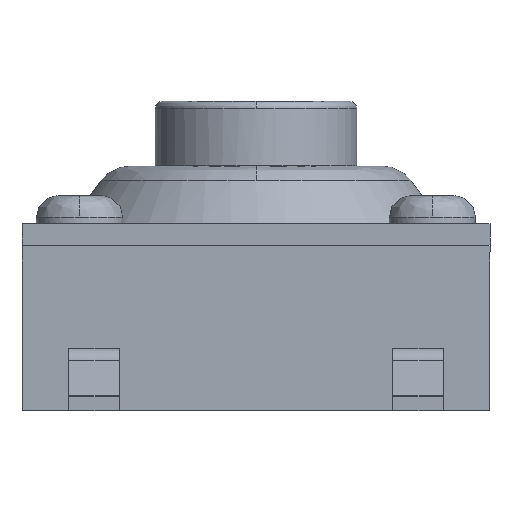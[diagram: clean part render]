
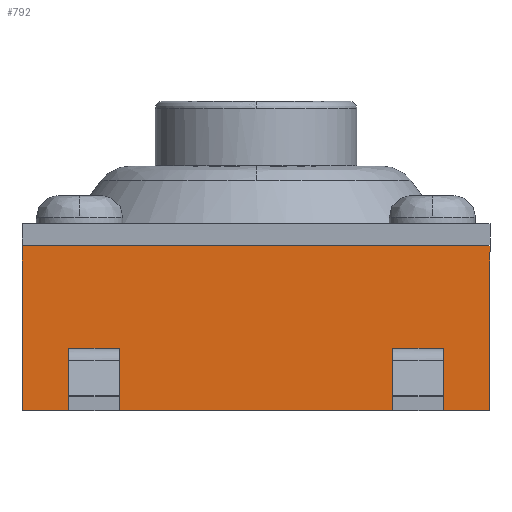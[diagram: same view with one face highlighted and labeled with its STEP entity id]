
A CAD part, left-side view. The second image highlights one B-rep face of the part: STEP entity #792.
In plain terms, the highlighted planar face has unit normal (-1, 0, 0).
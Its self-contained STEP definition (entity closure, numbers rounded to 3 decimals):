
#16=FACE_BOUND('',#1006,.T.);
#17=FACE_BOUND('',#1007,.T.);
#245=B_SPLINE_CURVE_WITH_KNOTS('',1,(#4636,#4637),.UNSPECIFIED.,.F.,.F.,
(2,2),(-2.29,0.),.UNSPECIFIED.);
#246=B_SPLINE_CURVE_WITH_KNOTS('',1,(#4638,#4639),.UNSPECIFIED.,.F.,.F.,
(2,2),(-6.5,0.),.UNSPECIFIED.);
#247=B_SPLINE_CURVE_WITH_KNOTS('',1,(#4640,#4641),.UNSPECIFIED.,.F.,.F.,
(2,2),(-2.29,0.),.UNSPECIFIED.);
#248=B_SPLINE_CURVE_WITH_KNOTS('',1,(#4642,#4643),.UNSPECIFIED.,.F.,.F.,
(2,2),(-0.2,0.),.UNSPECIFIED.);
#249=B_SPLINE_CURVE_WITH_KNOTS('',1,(#4644,#4645),.UNSPECIFIED.,.F.,.F.,
(2,2),(-0.7,0.),.UNSPECIFIED.);
#250=B_SPLINE_CURVE_WITH_KNOTS('',1,(#4646,#4647),.UNSPECIFIED.,.F.,.F.,
(2,2),(-0.2,0.),.UNSPECIFIED.);
#251=B_SPLINE_CURVE_WITH_KNOTS('',1,(#4648,#4649),.UNSPECIFIED.,.F.,.F.,
(2,2),(-0.7,0.),.UNSPECIFIED.);
#252=B_SPLINE_CURVE_WITH_KNOTS('',1,(#4650,#4651),.UNSPECIFIED.,.F.,.F.,
(2,2),(-0.2,0.),.UNSPECIFIED.);
#253=B_SPLINE_CURVE_WITH_KNOTS('',1,(#4652,#4653),.UNSPECIFIED.,.F.,.F.,
(2,2),(-0.7,0.),.UNSPECIFIED.);
#254=B_SPLINE_CURVE_WITH_KNOTS('',1,(#4654,#4655),.UNSPECIFIED.,.F.,.F.,
(2,2),(-0.2,0.),.UNSPECIFIED.);
#255=B_SPLINE_CURVE_WITH_KNOTS('',1,(#4656,#4657),.UNSPECIFIED.,.F.,.F.,
(2,2),(-0.7,0.),.UNSPECIFIED.);
#256=B_SPLINE_CURVE_WITH_KNOTS('',1,(#4658,#4659),.UNSPECIFIED.,.F.,.F.,
(2,2),(0.,6.5),.UNSPECIFIED.);
#407=PLANE('',#3118);
#792=ADVANCED_FACE('',(#896,#16,#17),#407,.T.);
#896=FACE_OUTER_BOUND('',#1005,.T.);
#1005=EDGE_LOOP('',(#1365,#1366,#1367,#1368));
#1006=EDGE_LOOP('',(#1369,#1370,#1371,#1372));
#1007=EDGE_LOOP('',(#1373,#1374,#1375,#1376));
#1365=ORIENTED_EDGE('',*,*,#1935,.F.);
#1366=ORIENTED_EDGE('',*,*,#1946,.T.);
#1367=ORIENTED_EDGE('',*,*,#1937,.F.);
#1368=ORIENTED_EDGE('',*,*,#1936,.F.);
#1369=ORIENTED_EDGE('',*,*,#1938,.T.);
#1370=ORIENTED_EDGE('',*,*,#1939,.T.);
#1371=ORIENTED_EDGE('',*,*,#1940,.T.);
#1372=ORIENTED_EDGE('',*,*,#1941,.T.);
#1373=ORIENTED_EDGE('',*,*,#1945,.T.);
#1374=ORIENTED_EDGE('',*,*,#1942,.T.);
#1375=ORIENTED_EDGE('',*,*,#1943,.T.);
#1376=ORIENTED_EDGE('',*,*,#1944,.T.);
#1935=EDGE_CURVE('',#2737,#2738,#245,.T.);
#1936=EDGE_CURVE('',#2738,#2739,#246,.T.);
#1937=EDGE_CURVE('',#2739,#2740,#247,.T.);
#1938=EDGE_CURVE('',#2741,#2742,#248,.T.);
#1939=EDGE_CURVE('',#2742,#2743,#249,.T.);
#1940=EDGE_CURVE('',#2743,#2744,#250,.T.);
#1941=EDGE_CURVE('',#2744,#2741,#251,.T.);
#1942=EDGE_CURVE('',#2745,#2746,#252,.T.);
#1943=EDGE_CURVE('',#2746,#2747,#253,.T.);
#1944=EDGE_CURVE('',#2747,#2748,#254,.T.);
#1945=EDGE_CURVE('',#2748,#2745,#255,.T.);
#1946=EDGE_CURVE('',#2737,#2740,#256,.T.);
#2737=VERTEX_POINT('',#4624);
#2738=VERTEX_POINT('',#4625);
#2739=VERTEX_POINT('',#4626);
#2740=VERTEX_POINT('',#4627);
#2741=VERTEX_POINT('',#4628);
#2742=VERTEX_POINT('',#4629);
#2743=VERTEX_POINT('',#4630);
#2744=VERTEX_POINT('',#4631);
#2745=VERTEX_POINT('',#4632);
#2746=VERTEX_POINT('',#4633);
#2747=VERTEX_POINT('',#4634);
#2748=VERTEX_POINT('',#4635);
#3118=AXIS2_PLACEMENT_3D('',#4623,#3175,$);
#3175=DIRECTION('',(-1.,0.,0.));
#4623=CARTESIAN_POINT('',(-3.25,3.901,-0.23));
#4624=CARTESIAN_POINT('',(-3.25,3.25,0.));
#4625=CARTESIAN_POINT('',(-3.25,3.25,2.29));
#4626=CARTESIAN_POINT('',(-3.25,-3.25,2.29));
#4627=CARTESIAN_POINT('',(-3.25,-3.25,0.));
#4628=CARTESIAN_POINT('',(-3.25,2.6,0.667));
#4629=CARTESIAN_POINT('',(-3.25,2.6,0.867));
#4630=CARTESIAN_POINT('',(-3.25,1.9,0.867));
#4631=CARTESIAN_POINT('',(-3.25,1.9,0.667));
#4632=CARTESIAN_POINT('',(-3.25,-1.9,0.667));
#4633=CARTESIAN_POINT('',(-3.25,-1.9,0.867));
#4634=CARTESIAN_POINT('',(-3.25,-2.6,0.867));
#4635=CARTESIAN_POINT('',(-3.25,-2.6,0.667));
#4636=CARTESIAN_POINT('',(-3.25,3.25,0.));
#4637=CARTESIAN_POINT('',(-3.25,3.25,2.29));
#4638=CARTESIAN_POINT('',(-3.25,3.25,2.29));
#4639=CARTESIAN_POINT('',(-3.25,-3.25,2.29));
#4640=CARTESIAN_POINT('',(-3.25,-3.25,2.29));
#4641=CARTESIAN_POINT('',(-3.25,-3.25,0.));
#4642=CARTESIAN_POINT('',(-3.25,2.6,0.667));
#4643=CARTESIAN_POINT('',(-3.25,2.6,0.867));
#4644=CARTESIAN_POINT('',(-3.25,2.6,0.867));
#4645=CARTESIAN_POINT('',(-3.25,1.9,0.867));
#4646=CARTESIAN_POINT('',(-3.25,1.9,0.867));
#4647=CARTESIAN_POINT('',(-3.25,1.9,0.667));
#4648=CARTESIAN_POINT('',(-3.25,1.9,0.667));
#4649=CARTESIAN_POINT('',(-3.25,2.6,0.667));
#4650=CARTESIAN_POINT('',(-3.25,-1.9,0.667));
#4651=CARTESIAN_POINT('',(-3.25,-1.9,0.867));
#4652=CARTESIAN_POINT('',(-3.25,-1.9,0.867));
#4653=CARTESIAN_POINT('',(-3.25,-2.6,0.867));
#4654=CARTESIAN_POINT('',(-3.25,-2.6,0.867));
#4655=CARTESIAN_POINT('',(-3.25,-2.6,0.667));
#4656=CARTESIAN_POINT('',(-3.25,-2.6,0.667));
#4657=CARTESIAN_POINT('',(-3.25,-1.9,0.667));
#4658=CARTESIAN_POINT('',(-3.25,3.25,0.));
#4659=CARTESIAN_POINT('',(-3.25,-3.25,0.));
